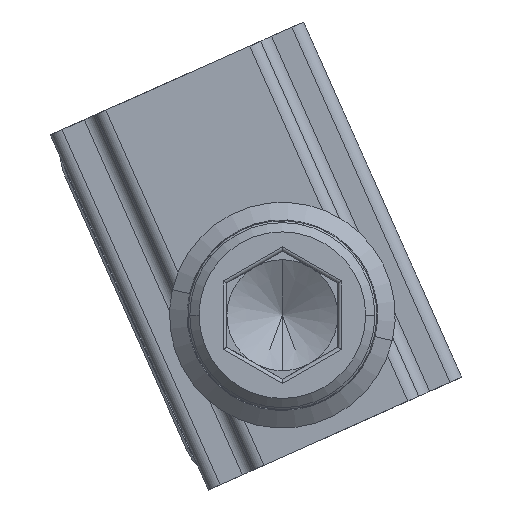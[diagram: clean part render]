
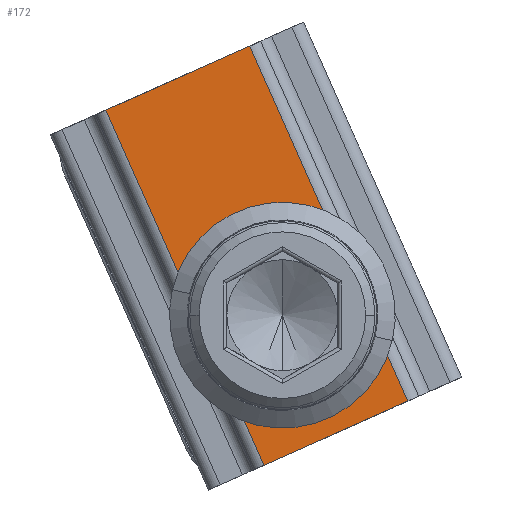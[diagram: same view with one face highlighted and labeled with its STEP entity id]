
A CAD part, front view. The second image highlights one B-rep face of the part: STEP entity #172.
In plain terms, the highlighted face is planar.
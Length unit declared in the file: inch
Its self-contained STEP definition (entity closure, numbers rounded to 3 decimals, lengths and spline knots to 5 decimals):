
#172 = ADVANCED_FACE ( 'NONE', ( #2620, #4235 ), #1892, .T. ) ;
#206 = EDGE_CURVE ( 'NONE', #5702, #4334, #1692, .T. ) ;
#235 = EDGE_CURVE ( 'NONE', #3805, #5702, #6000, .T. ) ;
#433 = DIRECTION ( 'NONE',  ( 0., 0., 1. ) ) ;
#441 = AXIS2_PLACEMENT_3D ( 'NONE', #1779, #1774, #1766 ) ;
#455 = DIRECTION ( 'NONE',  ( 0., -1., 0. ) ) ;
#633 = VERTEX_POINT ( 'NONE', #5885 ) ;
#695 = VECTOR ( 'NONE', #1315, 39.37008 ) ;
#826 = EDGE_LOOP ( 'NONE', ( #3599, #4358 ) ) ;
#859 = EDGE_CURVE ( 'NONE', #4334, #4460, #4375, .T. ) ;
#963 = DIRECTION ( 'NONE',  ( 0., 0., 1. ) ) ;
#1123 = VERTEX_POINT ( 'NONE', #2134 ) ;
#1156 = VECTOR ( 'NONE', #1736, 39.37008 ) ;
#1315 = DIRECTION ( 'NONE',  ( -1., 0., 0. ) ) ;
#1364 = EDGE_CURVE ( 'NONE', #4460, #3805, #3291, .T. ) ;
#1577 = AXIS2_PLACEMENT_3D ( 'NONE', #4273, #4905, #963 ) ;
#1583 = CARTESIAN_POINT ( 'NONE',  ( -0.88657, 0.52833, 0. ) ) ;
#1594 = DIRECTION ( 'NONE',  ( 0., 0., 1. ) ) ;
#1596 = ORIENTED_EDGE ( 'NONE', *, *, #206, .T. ) ;
#1692 = LINE ( 'NONE', #1752, #1156 ) ;
#1736 = DIRECTION ( 'NONE',  ( 1., 0., 0. ) ) ;
#1752 = CARTESIAN_POINT ( 'NONE',  ( -0.71678, 0.52833, 0.82677 ) ) ;
#1766 = DIRECTION ( 'NONE',  ( 0., 0., 1. ) ) ;
#1774 = DIRECTION ( 'NONE',  ( 0., 1., 0. ) ) ;
#1779 = CARTESIAN_POINT ( 'NONE',  ( -0.71678, 0.52833, 0. ) ) ;
#1853 = VECTOR ( 'NONE', #3922, 39.37008 ) ;
#1892 = PLANE ( 'NONE',  #441 ) ;
#2090 = EDGE_CURVE ( 'NONE', #633, #1123, #3011, .T. ) ;
#2134 = CARTESIAN_POINT ( 'NONE',  ( -0.71678, 0.52833, 0.41431 ) ) ;
#2522 = VECTOR ( 'NONE', #1594, 39.37008 ) ;
#2620 = FACE_BOUND ( 'NONE', #826, .T. ) ;
#2945 = CARTESIAN_POINT ( 'NONE',  ( -0.88657, 0.52833, 0.82677 ) ) ;
#2983 = ORIENTED_EDGE ( 'NONE', *, *, #859, .T. ) ;
#3011 = CIRCLE ( 'NONE', #6354, 0.13872 ) ;
#3291 = LINE ( 'NONE', #3367, #695 ) ;
#3351 = CIRCLE ( 'NONE', #1577, 0.13872 ) ;
#3367 = CARTESIAN_POINT ( 'NONE',  ( -0.71678, 0.52833, 0. ) ) ;
#3585 = EDGE_LOOP ( 'NONE', ( #4589, #1596, #2983, #4394 ) ) ;
#3599 = ORIENTED_EDGE ( 'NONE', *, *, #4009, .T. ) ;
#3805 = VERTEX_POINT ( 'NONE', #3932 ) ;
#3922 = DIRECTION ( 'NONE',  ( 0., 0., -1. ) ) ;
#3932 = CARTESIAN_POINT ( 'NONE',  ( -0.88657, 0.52833, 0. ) ) ;
#4006 = CARTESIAN_POINT ( 'NONE',  ( -0.55143, 0.52833, 0. ) ) ;
#4009 = EDGE_CURVE ( 'NONE', #1123, #633, #3351, .T. ) ;
#4235 = FACE_OUTER_BOUND ( 'NONE', #3585, .T. ) ;
#4273 = CARTESIAN_POINT ( 'NONE',  ( -0.71678, 0.52833, 0.27559 ) ) ;
#4334 = VERTEX_POINT ( 'NONE', #5188 ) ;
#4358 = ORIENTED_EDGE ( 'NONE', *, *, #2090, .T. ) ;
#4375 = LINE ( 'NONE', #4006, #1853 ) ;
#4394 = ORIENTED_EDGE ( 'NONE', *, *, #1364, .T. ) ;
#4460 = VERTEX_POINT ( 'NONE', #4639 ) ;
#4589 = ORIENTED_EDGE ( 'NONE', *, *, #235, .T. ) ;
#4639 = CARTESIAN_POINT ( 'NONE',  ( -0.55143, 0.52833, 0. ) ) ;
#4905 = DIRECTION ( 'NONE',  ( 0., -1., 0. ) ) ;
#4960 = CARTESIAN_POINT ( 'NONE',  ( -0.71678, 0.52833, 0.27559 ) ) ;
#5188 = CARTESIAN_POINT ( 'NONE',  ( -0.55143, 0.52833, 0.82677 ) ) ;
#5702 = VERTEX_POINT ( 'NONE', #2945 ) ;
#5885 = CARTESIAN_POINT ( 'NONE',  ( -0.71678, 0.52833, 0.13687 ) ) ;
#6000 = LINE ( 'NONE', #1583, #2522 ) ;
#6354 = AXIS2_PLACEMENT_3D ( 'NONE', #4960, #455, #433 ) ;
